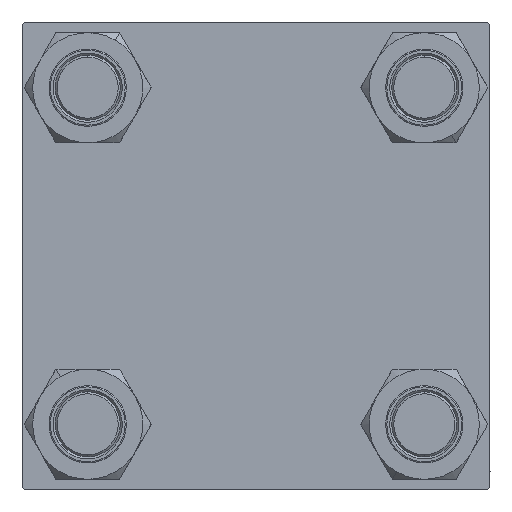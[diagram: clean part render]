
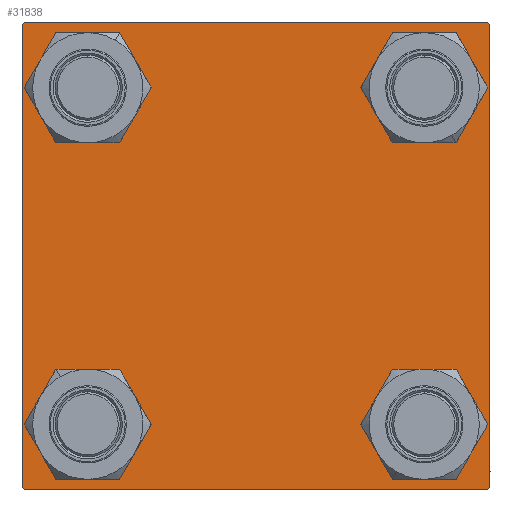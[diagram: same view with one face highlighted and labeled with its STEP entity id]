
A CAD part, left-side view. The second image highlights one B-rep face of the part: STEP entity #31838.
In plain terms, the highlighted planar face has unit normal (-1, 0, 0).
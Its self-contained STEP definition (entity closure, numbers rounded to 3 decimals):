
#455 = CARTESIAN_POINT ( 'NONE',  ( 0., 57.5, -57.5 ) ) ;
#673 = ORIENTED_EDGE ( 'NONE', *, *, #33969, .T. ) ;
#1268 = DIRECTION ( 'NONE',  ( 0., 0., 1. ) ) ;
#1367 = AXIS2_PLACEMENT_3D ( 'NONE', #2426, #18057, #33658 ) ;
#1457 = VERTEX_POINT ( 'NONE', #5429 ) ;
#2361 = CARTESIAN_POINT ( 'NONE',  ( 0., -41.35, -41.35 ) ) ;
#2426 = CARTESIAN_POINT ( 'NONE',  ( 0., -41.35, -41.35 ) ) ;
#3004 = AXIS2_PLACEMENT_3D ( 'NONE', #46641, #26417, #49724 ) ;
#3480 = AXIS2_PLACEMENT_3D ( 'NONE', #20726, #36345, #1268 ) ;
#4189 = VERTEX_POINT ( 'NONE', #17420 ) ;
#4433 = AXIS2_PLACEMENT_3D ( 'NONE', #2361, #26159, #41784 ) ;
#4615 = ORIENTED_EDGE ( 'NONE', *, *, #35761, .T. ) ;
#4678 = VERTEX_POINT ( 'NONE', #5005 ) ;
#4736 = CARTESIAN_POINT ( 'NONE',  ( 0., -41.35, 49.85 ) ) ;
#4801 = CARTESIAN_POINT ( 'NONE',  ( 0., 41.35, 41.35 ) ) ;
#4818 = VERTEX_POINT ( 'NONE', #13968 ) ;
#4919 = EDGE_LOOP ( 'NONE', ( #46570, #49630 ) ) ;
#5005 = CARTESIAN_POINT ( 'NONE',  ( 0., -41.35, -49.85 ) ) ;
#5429 = CARTESIAN_POINT ( 'NONE',  ( 0., -57., 57.5 ) ) ;
#5758 = VERTEX_POINT ( 'NONE', #24305 ) ;
#6119 = CARTESIAN_POINT ( 'NONE',  ( 0., 57.5, 57.5 ) ) ;
#6247 = CARTESIAN_POINT ( 'NONE',  ( 0., 57.25, 57.25 ) ) ;
#6564 = CIRCLE ( 'NONE', #35188, 8.5 ) ;
#6612 = CARTESIAN_POINT ( 'NONE',  ( 0., -41.35, 41.35 ) ) ;
#7361 = DIRECTION ( 'NONE',  ( 1., 0., 0. ) ) ;
#8437 = DIRECTION ( 'NONE',  ( 1., 0., 0. ) ) ;
#9139 = ORIENTED_EDGE ( 'NONE', *, *, #48430, .T. ) ;
#10174 = VERTEX_POINT ( 'NONE', #34439 ) ;
#10209 = VERTEX_POINT ( 'NONE', #41386 ) ;
#10315 = AXIS2_PLACEMENT_3D ( 'NONE', #45057, #22501, #14326 ) ;
#11562 = FACE_BOUND ( 'NONE', #45585, .T. ) ;
#11627 = VERTEX_POINT ( 'NONE', #48766 ) ;
#11771 = DIRECTION ( 'NONE',  ( 0., 0., 1. ) ) ;
#12578 = ORIENTED_EDGE ( 'NONE', *, *, #35250, .F. ) ;
#12859 = LINE ( 'NONE', #29223, #27763 ) ;
#12973 = LINE ( 'NONE', #48556, #18012 ) ;
#13072 = EDGE_CURVE ( 'NONE', #32361, #19387, #17274, .T. ) ;
#13968 = CARTESIAN_POINT ( 'NONE',  ( 0., 57., 57.5 ) ) ;
#14326 = DIRECTION ( 'NONE',  ( 0., 0., 1. ) ) ;
#15532 = VECTOR ( 'NONE', #48259, 1000. ) ;
#15798 = DIRECTION ( 'NONE',  ( 0., 0., -1. ) ) ;
#15868 = EDGE_LOOP ( 'NONE', ( #9139, #46152 ) ) ;
#16050 = CARTESIAN_POINT ( 'NONE',  ( 0., -57.5, 57.5 ) ) ;
#17274 = CIRCLE ( 'NONE', #19714, 8.5 ) ;
#17420 = CARTESIAN_POINT ( 'NONE',  ( 0., -41.35, 32.85 ) ) ;
#17510 = EDGE_CURVE ( 'NONE', #19387, #32361, #34581, .T. ) ;
#17689 = EDGE_CURVE ( 'NONE', #28008, #4189, #32950, .T. ) ;
#17784 = CARTESIAN_POINT ( 'NONE',  ( 0., -41.35, 41.35 ) ) ;
#18012 = VECTOR ( 'NONE', #44724, 1000. ) ;
#18057 = DIRECTION ( 'NONE',  ( 1., 0., 0. ) ) ;
#18254 = CIRCLE ( 'NONE', #30521, 8.5 ) ;
#18411 = DIRECTION ( 'NONE',  ( 0., 0., 1. ) ) ;
#19303 = EDGE_CURVE ( 'NONE', #4189, #28008, #18254, .T. ) ;
#19353 = CIRCLE ( 'NONE', #1367, 8.5 ) ;
#19387 = VERTEX_POINT ( 'NONE', #50013 ) ;
#19714 = AXIS2_PLACEMENT_3D ( 'NONE', #4801, #39640, #32475 ) ;
#20262 = VERTEX_POINT ( 'NONE', #40263 ) ;
#20726 = CARTESIAN_POINT ( 'NONE',  ( 0., 41.35, 41.35 ) ) ;
#20868 = LINE ( 'NONE', #6247, #15532 ) ;
#21485 = DIRECTION ( 'NONE',  ( 0., 0., -1. ) ) ;
#21507 = AXIS2_PLACEMENT_3D ( 'NONE', #6612, #7361, #18411 ) ;
#22501 = DIRECTION ( 'NONE',  ( 1., 0., 0. ) ) ;
#22581 = FACE_BOUND ( 'NONE', #36140, .T. ) ;
#22777 = EDGE_CURVE ( 'NONE', #20262, #10209, #35531, .T. ) ;
#23034 = CARTESIAN_POINT ( 'NONE',  ( 0., 41.35, -41.35 ) ) ;
#23093 = DIRECTION ( 'NONE',  ( 0., 0.707, 0.707 ) ) ;
#23333 = CARTESIAN_POINT ( 'NONE',  ( 0., 57.5, 57. ) ) ;
#23350 = LINE ( 'NONE', #38470, #49370 ) ;
#24038 = CARTESIAN_POINT ( 'NONE',  ( 0., -57.5, 57. ) ) ;
#24305 = CARTESIAN_POINT ( 'NONE',  ( 0., 41.35, -32.85 ) ) ;
#24868 = DIRECTION ( 'NONE',  ( 0., -0.707, 0.707 ) ) ;
#25450 = DIRECTION ( 'NONE',  ( 1., 0., 0. ) ) ;
#26159 = DIRECTION ( 'NONE',  ( 1., 0., 0. ) ) ;
#26417 = DIRECTION ( 'NONE',  ( -1., 0., 0. ) ) ;
#27177 = FACE_BOUND ( 'NONE', #15868, .T. ) ;
#27179 = VERTEX_POINT ( 'NONE', #24038 ) ;
#27763 = VECTOR ( 'NONE', #24868, 1000. ) ;
#28008 = VERTEX_POINT ( 'NONE', #4736 ) ;
#28381 = CARTESIAN_POINT ( 'NONE',  ( 0., 41.35, 49.85 ) ) ;
#29223 = CARTESIAN_POINT ( 'NONE',  ( 0., -57.25, -57.25 ) ) ;
#29844 = LINE ( 'NONE', #40619, #38627 ) ;
#30056 = EDGE_CURVE ( 'NONE', #5758, #46648, #50417, .T. ) ;
#30521 = AXIS2_PLACEMENT_3D ( 'NONE', #17784, #25450, #42074 ) ;
#31019 = PLANE ( 'NONE',  #3004 ) ;
#31449 = EDGE_CURVE ( 'NONE', #4678, #10174, #19353, .T. ) ;
#31753 = VERTEX_POINT ( 'NONE', #23333 ) ;
#31838 = ADVANCED_FACE ( 'NONE', ( #11562, #27177, #22581, #50492, #42036 ), #31019, .T. ) ;
#31941 = DIRECTION ( 'NONE',  ( 0., -1., 0. ) ) ;
#32361 = VERTEX_POINT ( 'NONE', #28381 ) ;
#32475 = DIRECTION ( 'NONE',  ( 0., 0., 1. ) ) ;
#32950 = CIRCLE ( 'NONE', #21507, 8.5 ) ;
#33658 = DIRECTION ( 'NONE',  ( 0., 0., 1. ) ) ;
#33969 = EDGE_CURVE ( 'NONE', #10209, #36517, #12859, .T. ) ;
#34427 = EDGE_CURVE ( 'NONE', #4818, #31753, #20868, .T. ) ;
#34439 = CARTESIAN_POINT ( 'NONE',  ( 0., -41.35, -32.85 ) ) ;
#34581 = CIRCLE ( 'NONE', #3480, 8.5 ) ;
#34615 = ORIENTED_EDGE ( 'NONE', *, *, #19303, .T. ) ;
#35188 = AXIS2_PLACEMENT_3D ( 'NONE', #23034, #8437, #11771 ) ;
#35250 = EDGE_CURVE ( 'NONE', #4818, #1457, #12973, .T. ) ;
#35391 = ORIENTED_EDGE ( 'NONE', *, *, #22777, .T. ) ;
#35510 = CIRCLE ( 'NONE', #4433, 8.5 ) ;
#35531 = LINE ( 'NONE', #455, #47836 ) ;
#35761 = EDGE_CURVE ( 'NONE', #46648, #5758, #6564, .T. ) ;
#35964 = CARTESIAN_POINT ( 'NONE',  ( 0., -57.5, -57. ) ) ;
#36140 = EDGE_LOOP ( 'NONE', ( #48737, #4615 ) ) ;
#36345 = DIRECTION ( 'NONE',  ( 1., 0., 0. ) ) ;
#36517 = VERTEX_POINT ( 'NONE', #35964 ) ;
#36701 = EDGE_CURVE ( 'NONE', #31753, #11627, #47193, .T. ) ;
#36874 = VECTOR ( 'NONE', #21485, 1000. ) ;
#36963 = ORIENTED_EDGE ( 'NONE', *, *, #36701, .T. ) ;
#37521 = ORIENTED_EDGE ( 'NONE', *, *, #42961, .T. ) ;
#37530 = DIRECTION ( 'NONE',  ( 0., -0.707, -0.707 ) ) ;
#38067 = ORIENTED_EDGE ( 'NONE', *, *, #38270, .F. ) ;
#38270 = EDGE_CURVE ( 'NONE', #27179, #36517, #39337, .T. ) ;
#38470 = CARTESIAN_POINT ( 'NONE',  ( 0., -57.25, 57.25 ) ) ;
#38627 = VECTOR ( 'NONE', #37530, 1000. ) ;
#39337 = LINE ( 'NONE', #16050, #46713 ) ;
#39640 = DIRECTION ( 'NONE',  ( 1., 0., 0. ) ) ;
#39944 = EDGE_CURVE ( 'NONE', #11627, #20262, #29844, .T. ) ;
#40263 = CARTESIAN_POINT ( 'NONE',  ( 0., 57., -57.5 ) ) ;
#40619 = CARTESIAN_POINT ( 'NONE',  ( 0., 57.25, -57.25 ) ) ;
#41386 = CARTESIAN_POINT ( 'NONE',  ( 0., -57., -57.5 ) ) ;
#41784 = DIRECTION ( 'NONE',  ( 0., 0., 1. ) ) ;
#42036 = FACE_OUTER_BOUND ( 'NONE', #42977, .T. ) ;
#42074 = DIRECTION ( 'NONE',  ( 0., 0., 1. ) ) ;
#42961 = EDGE_CURVE ( 'NONE', #27179, #1457, #23350, .T. ) ;
#42977 = EDGE_LOOP ( 'NONE', ( #36963, #50308, #35391, #673, #38067, #37521, #12578, #43123 ) ) ;
#43123 = ORIENTED_EDGE ( 'NONE', *, *, #34427, .T. ) ;
#44089 = ORIENTED_EDGE ( 'NONE', *, *, #17689, .T. ) ;
#44724 = DIRECTION ( 'NONE',  ( 0., -1., 0. ) ) ;
#45057 = CARTESIAN_POINT ( 'NONE',  ( 0., 41.35, -41.35 ) ) ;
#45585 = EDGE_LOOP ( 'NONE', ( #44089, #34615 ) ) ;
#46152 = ORIENTED_EDGE ( 'NONE', *, *, #31449, .T. ) ;
#46570 = ORIENTED_EDGE ( 'NONE', *, *, #13072, .T. ) ;
#46641 = CARTESIAN_POINT ( 'NONE',  ( 0., 0., 0. ) ) ;
#46648 = VERTEX_POINT ( 'NONE', #49589 ) ;
#46713 = VECTOR ( 'NONE', #15798, 1000. ) ;
#47193 = LINE ( 'NONE', #6119, #36874 ) ;
#47836 = VECTOR ( 'NONE', #31941, 1000. ) ;
#48259 = DIRECTION ( 'NONE',  ( 0., 0.707, -0.707 ) ) ;
#48430 = EDGE_CURVE ( 'NONE', #10174, #4678, #35510, .T. ) ;
#48556 = CARTESIAN_POINT ( 'NONE',  ( 0., 57.5, 57.5 ) ) ;
#48737 = ORIENTED_EDGE ( 'NONE', *, *, #30056, .T. ) ;
#48766 = CARTESIAN_POINT ( 'NONE',  ( 0., 57.5, -57. ) ) ;
#49370 = VECTOR ( 'NONE', #23093, 1000. ) ;
#49589 = CARTESIAN_POINT ( 'NONE',  ( 0., 41.35, -49.85 ) ) ;
#49630 = ORIENTED_EDGE ( 'NONE', *, *, #17510, .T. ) ;
#49724 = DIRECTION ( 'NONE',  ( 0., 0., 1. ) ) ;
#50013 = CARTESIAN_POINT ( 'NONE',  ( 0., 41.35, 32.85 ) ) ;
#50308 = ORIENTED_EDGE ( 'NONE', *, *, #39944, .T. ) ;
#50417 = CIRCLE ( 'NONE', #10315, 8.5 ) ;
#50492 = FACE_BOUND ( 'NONE', #4919, .T. ) ;
